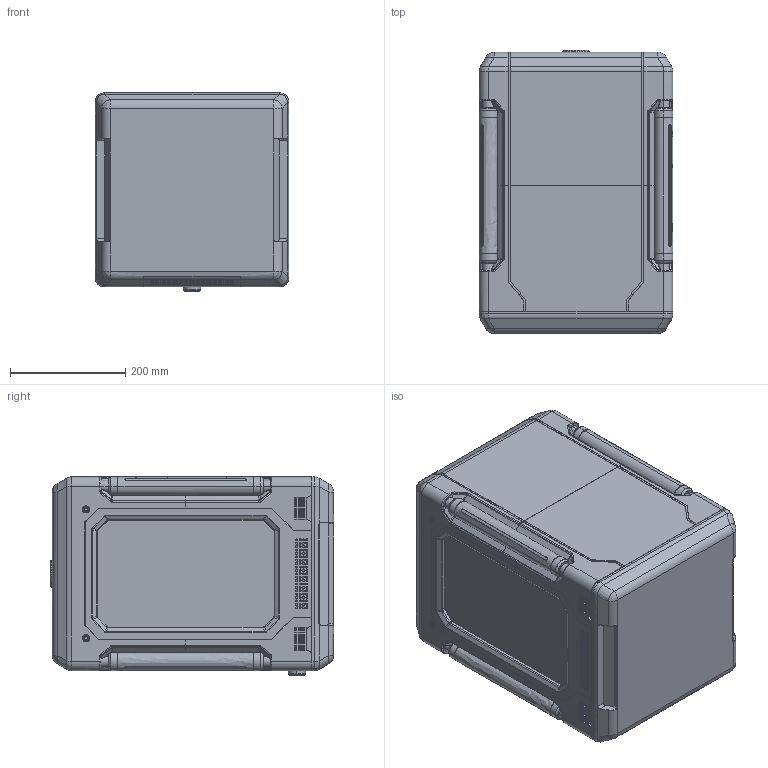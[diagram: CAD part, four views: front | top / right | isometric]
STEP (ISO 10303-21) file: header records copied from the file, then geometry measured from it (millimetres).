
FILE_DESCRIPTION(('FreeCAD Model'),'2;1');
FILE_NAME('Open CASCADE Shape Model','2025-05-09T04:27:42',('FreeCAD'),( 'FreeCAD'),'Open CASCADE STEP processor 7.6','FreeCAD','Unknown');
FILE_SCHEMA(('AUTOMOTIVE_DESIGN { 1 0 10303 214 1 1 1 1 }'));
Products named in the file (1): Open CASCADE STEP translator 7.6 1
Bounding box: 337.1 x 492.16 x 344.68 mm (x, y, z)
Volume: 17624644.5 mm3; surface area: 2595378.5 mm2
Topology: 49 solids, 49 shells, 3375 faces, 8034 edges, 4975 vertices
Faces by surface type: bspline 3375
Entity records: 105076 total; most frequent: CARTESIAN_POINT 59603, ORIENTED_EDGE 15966, EDGE_CURVE 7983, VERTEX_POINT 4975, B_SPLINE_CURVE_WITH_KNOTS 4490, FACE_BOUND 3654, EDGE_LOOP 3654, ADVANCED_FACE 3375
